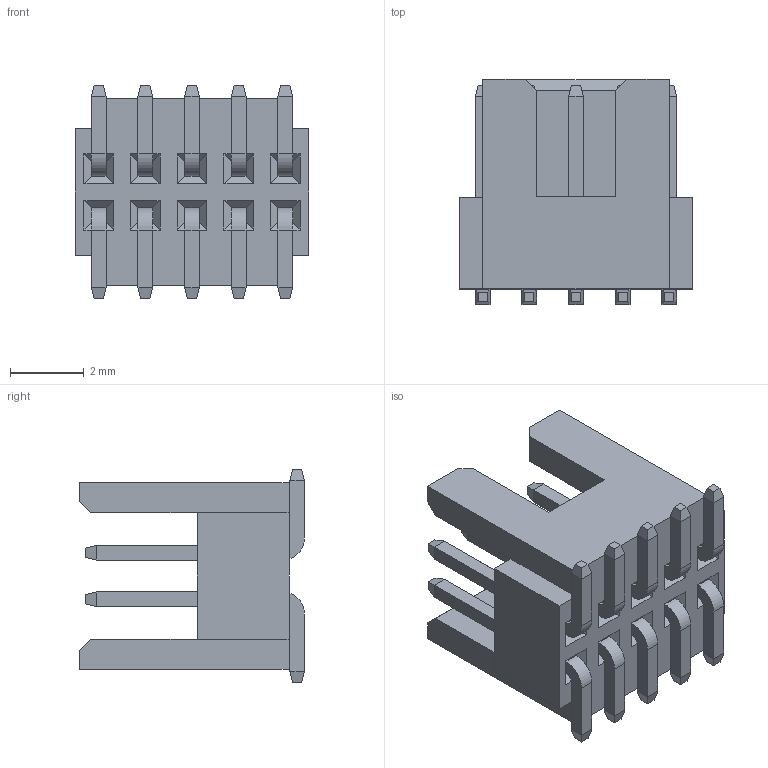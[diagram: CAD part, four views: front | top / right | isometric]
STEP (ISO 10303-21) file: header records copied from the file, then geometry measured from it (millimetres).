
FILE_DESCRIPTION(/* description */ ('STEP AP214'),/* implementation_level */ '2;1');
FILE_NAME(/* name */ 'BD125-10-A-0305-0580-L-B',/* time_stamp */ '2024-02-13T14:46:58+01:00',/* author */ ('License CC BY-ND 4.0'),/* organization */ ('CADENAS'),/* preprocessor_version */ 'ST-DEVELOPER v19.3',/* originating_system */ 'PARTsolutions',/* authorisation */ ' ');
FILE_SCHEMA (('AUTOMOTIVE_DESIGN {1 0 10303 214 3 1 1}'));
Length unit declared in the file: millimetre
Products named in the file (3): BD125-10-A-0305-0580-L-B; BD125-10-A-0305-0580-L-B_H; BD125-10-A-0305-0580-L-B_P
Assembly tree (11 placements, depth 2):
  BD125-10-A-0305-0580-L-B
    BD125-10-A-0305-0580-L-B_H
    BD125-10-A-0305-0580-L-B_P  x10
Bounding box: 6.35 x 6.12 x 5.8 mm (x, y, z)
Volume: 103.9 mm3; surface area: 343.6 mm2
Topology: 11 solids, 11 shells, 287 faces, 669 edges, 404 vertices
Faces by surface type: plane 267, cylinder 20
Entity records: 3743 total; most frequent: CARTESIAN_POINT 634, ORIENTED_EDGE 618, DIRECTION 587, EDGE_CURVE 309, LINE 305, VECTOR 305, VERTEX_POINT 188, EDGE_LOOP 145
